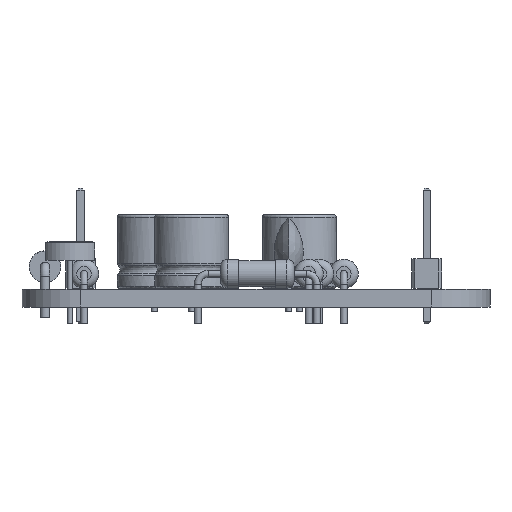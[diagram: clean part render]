
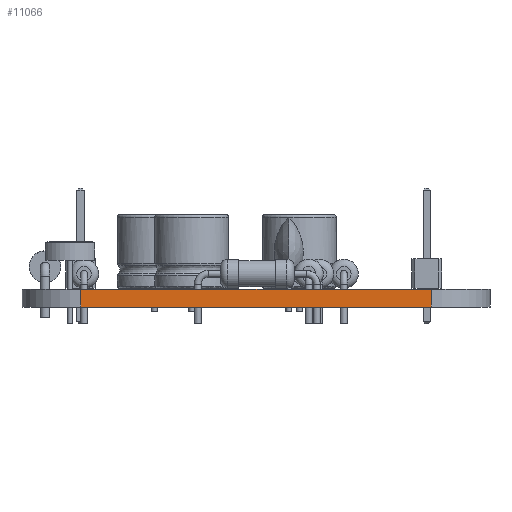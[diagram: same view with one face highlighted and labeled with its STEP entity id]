
A CAD part, left-side view. The second image highlights one B-rep face of the part: STEP entity #11066.
In plain terms, the highlighted planar face has unit normal (-1, 0, 0).
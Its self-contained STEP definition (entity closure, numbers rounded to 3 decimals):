
#9043 = VERTEX_POINT('',#9044);
#9044 = CARTESIAN_POINT('',(40.,-35.,0.));
#9051 = EDGE_CURVE('',#9052,#9043,#9054,.T.);
#9052 = VERTEX_POINT('',#9053);
#9053 = CARTESIAN_POINT('',(40.,-65.,0.));
#9054 = LINE('',#9055,#9056);
#9055 = CARTESIAN_POINT('',(40.,-65.,0.));
#9056 = VECTOR('',#9057,1.);
#9057 = DIRECTION('',(0.,1.,0.));
#10041 = VERTEX_POINT('',#10042);
#10042 = CARTESIAN_POINT('',(40.,-35.,1.51));
#10049 = EDGE_CURVE('',#10050,#10041,#10052,.T.);
#10050 = VERTEX_POINT('',#10051);
#10051 = CARTESIAN_POINT('',(40.,-65.,1.51));
#10052 = LINE('',#10053,#10054);
#10053 = CARTESIAN_POINT('',(40.,-65.,1.51));
#10054 = VECTOR('',#10055,1.);
#10055 = DIRECTION('',(0.,1.,0.));
#11036 = EDGE_CURVE('',#9043,#10041,#11037,.T.);
#11037 = LINE('',#11038,#11039);
#11038 = CARTESIAN_POINT('',(40.,-35.,0.));
#11039 = VECTOR('',#11040,1.);
#11040 = DIRECTION('',(0.,0.,1.));
#11066 = ADVANCED_FACE('',(#11067),#11078,.T.);
#11067 = FACE_BOUND('',#11068,.T.);
#11068 = EDGE_LOOP('',(#11069,#11075,#11076,#11077));
#11069 = ORIENTED_EDGE('',*,*,#11070,.T.);
#11070 = EDGE_CURVE('',#9052,#10050,#11071,.T.);
#11071 = LINE('',#11072,#11073);
#11072 = CARTESIAN_POINT('',(40.,-65.,0.));
#11073 = VECTOR('',#11074,1.);
#11074 = DIRECTION('',(0.,0.,1.));
#11075 = ORIENTED_EDGE('',*,*,#10049,.T.);
#11076 = ORIENTED_EDGE('',*,*,#11036,.F.);
#11077 = ORIENTED_EDGE('',*,*,#9051,.F.);
#11078 = PLANE('',#11079);
#11079 = AXIS2_PLACEMENT_3D('',#11080,#11081,#11082);
#11080 = CARTESIAN_POINT('',(40.,-65.,0.));
#11081 = DIRECTION('',(-1.,0.,0.));
#11082 = DIRECTION('',(0.,1.,0.));
